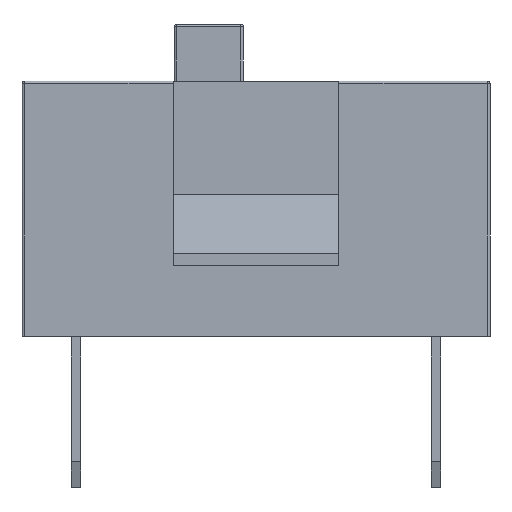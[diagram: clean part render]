
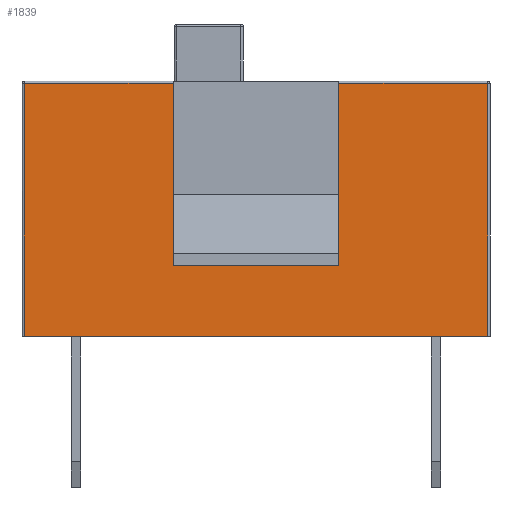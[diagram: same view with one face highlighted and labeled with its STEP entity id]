
A CAD part, left-side view. The second image highlights one B-rep face of the part: STEP entity #1839.
In plain terms, the highlighted free-form (B-spline) face has degree [1, 1] with [2, 2] control points.
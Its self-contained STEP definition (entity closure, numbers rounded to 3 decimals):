
#1839 = ADVANCED_FACE('',(#1840),#1898,.F.);
#1840 = FACE_BOUND('',#1841,.T.);
#1841 = EDGE_LOOP('',(#1842,#1851,#1858,#1865,#1872,#1879,#1886,#1893));
#1842 = ORIENTED_EDGE('',*,*,#1843,.T.);
#1843 = EDGE_CURVE('',#1844,#1846,#1848,.T.);
#1844 = VERTEX_POINT('',#1845);
#1845 = CARTESIAN_POINT('',(-3.321,4.9,3.2));
#1846 = VERTEX_POINT('',#1847);
#1847 = CARTESIAN_POINT('',(-3.321,-4.9,3.2));
#1848 = B_SPLINE_CURVE_WITH_KNOTS('',1,(#1849,#1850),.UNSPECIFIED.,.F.,
  .F.,(2,2),(0.05,9.85),.PIECEWISE_BEZIER_KNOTS.);
#1849 = CARTESIAN_POINT('',(-3.321,4.9,3.2));
#1850 = CARTESIAN_POINT('',(-3.321,-4.9,3.2));
#1851 = ORIENTED_EDGE('',*,*,#1852,.T.);
#1852 = EDGE_CURVE('',#1846,#1853,#1855,.T.);
#1853 = VERTEX_POINT('',#1854);
#1854 = CARTESIAN_POINT('',(-3.321,-4.9,8.55));
#1855 = B_SPLINE_CURVE_WITH_KNOTS('',1,(#1856,#1857),.UNSPECIFIED.,.F.,
  .F.,(2,2),(-5.4,-0.05),.PIECEWISE_BEZIER_KNOTS.);
#1856 = CARTESIAN_POINT('',(-3.321,-4.9,3.2));
#1857 = CARTESIAN_POINT('',(-3.321,-4.9,8.55));
#1858 = ORIENTED_EDGE('',*,*,#1859,.T.);
#1859 = EDGE_CURVE('',#1853,#1860,#1862,.T.);
#1860 = VERTEX_POINT('',#1861);
#1861 = CARTESIAN_POINT('',(-3.321,-1.75,8.55));
#1862 = B_SPLINE_CURVE_WITH_KNOTS('',1,(#1863,#1864),.UNSPECIFIED.,.F.,
  .F.,(2,2),(-3.15,0.),.PIECEWISE_BEZIER_KNOTS.);
#1863 = CARTESIAN_POINT('',(-3.321,-4.9,8.55));
#1864 = CARTESIAN_POINT('',(-3.321,-1.75,8.55));
#1865 = ORIENTED_EDGE('',*,*,#1866,.F.);
#1866 = EDGE_CURVE('',#1867,#1860,#1869,.T.);
#1867 = VERTEX_POINT('',#1868);
#1868 = CARTESIAN_POINT('',(-3.321,-1.75,4.7));
#1869 = B_SPLINE_CURVE_WITH_KNOTS('',1,(#1870,#1871),.UNSPECIFIED.,.F.,
  .F.,(2,2),(-3.9,-0.05),.PIECEWISE_BEZIER_KNOTS.);
#1870 = CARTESIAN_POINT('',(-3.321,-1.75,4.7));
#1871 = CARTESIAN_POINT('',(-3.321,-1.75,8.55));
#1872 = ORIENTED_EDGE('',*,*,#1873,.F.);
#1873 = EDGE_CURVE('',#1874,#1867,#1876,.T.);
#1874 = VERTEX_POINT('',#1875);
#1875 = CARTESIAN_POINT('',(-3.321,1.75,4.7));
#1876 = B_SPLINE_CURVE_WITH_KNOTS('',1,(#1877,#1878),.UNSPECIFIED.,.F.,
  .F.,(2,2),(0.,3.5),.PIECEWISE_BEZIER_KNOTS.);
#1877 = CARTESIAN_POINT('',(-3.321,1.75,4.7));
#1878 = CARTESIAN_POINT('',(-3.321,-1.75,4.7));
#1879 = ORIENTED_EDGE('',*,*,#1880,.F.);
#1880 = EDGE_CURVE('',#1881,#1874,#1883,.T.);
#1881 = VERTEX_POINT('',#1882);
#1882 = CARTESIAN_POINT('',(-3.321,1.75,8.55));
#1883 = B_SPLINE_CURVE_WITH_KNOTS('',1,(#1884,#1885),.UNSPECIFIED.,.F.,
  .F.,(2,2),(0.05,3.9),.PIECEWISE_BEZIER_KNOTS.);
#1884 = CARTESIAN_POINT('',(-3.321,1.75,8.55));
#1885 = CARTESIAN_POINT('',(-3.321,1.75,4.7));
#1886 = ORIENTED_EDGE('',*,*,#1887,.T.);
#1887 = EDGE_CURVE('',#1881,#1888,#1890,.T.);
#1888 = VERTEX_POINT('',#1889);
#1889 = CARTESIAN_POINT('',(-3.321,4.9,8.55));
#1890 = B_SPLINE_CURVE_WITH_KNOTS('',1,(#1891,#1892),.UNSPECIFIED.,.F.,
  .F.,(2,2),(-3.2,-0.05),.PIECEWISE_BEZIER_KNOTS.);
#1891 = CARTESIAN_POINT('',(-3.321,1.75,8.55));
#1892 = CARTESIAN_POINT('',(-3.321,4.9,8.55));
#1893 = ORIENTED_EDGE('',*,*,#1894,.T.);
#1894 = EDGE_CURVE('',#1888,#1844,#1895,.T.);
#1895 = B_SPLINE_CURVE_WITH_KNOTS('',1,(#1896,#1897),.UNSPECIFIED.,.F.,
  .F.,(2,2),(0.05,5.4),.PIECEWISE_BEZIER_KNOTS.);
#1896 = CARTESIAN_POINT('',(-3.321,4.9,8.55));
#1897 = CARTESIAN_POINT('',(-3.321,4.9,3.2));
#1898 = B_SPLINE_SURFACE_WITH_KNOTS('',1,1,(
    (#1899,#1900)
    ,(#1901,#1902
    )),.UNSPECIFIED.,.F.,.F.,.F.,(2,2),(2,2),(-9.85,-0.05),(-5.4,
    -0.05),.PIECEWISE_BEZIER_KNOTS.);
#1899 = CARTESIAN_POINT('',(-3.321,-4.9,3.2));
#1900 = CARTESIAN_POINT('',(-3.321,-4.9,8.55));
#1901 = CARTESIAN_POINT('',(-3.321,4.9,3.2));
#1902 = CARTESIAN_POINT('',(-3.321,4.9,8.55));
